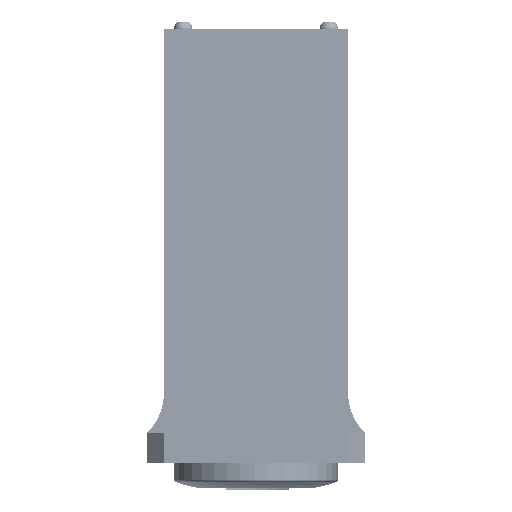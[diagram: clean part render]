
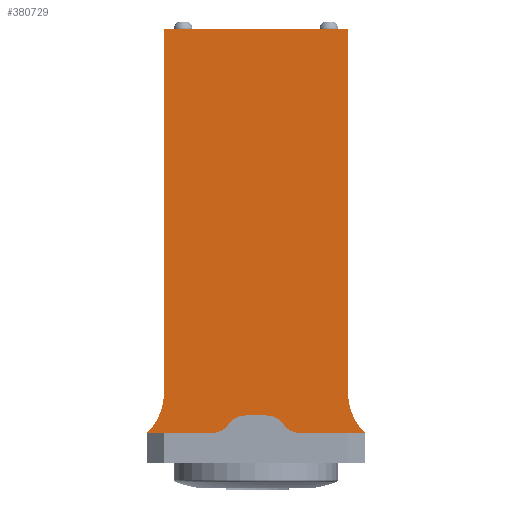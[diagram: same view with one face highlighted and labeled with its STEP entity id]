
A CAD part, front view. The second image highlights one B-rep face of the part: STEP entity #380729.
In plain terms, the highlighted planar face has unit normal (0, -1, 0).
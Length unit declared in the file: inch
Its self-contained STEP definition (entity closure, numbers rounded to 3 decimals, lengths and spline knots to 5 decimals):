
#1597 = CARTESIAN_POINT ( 'NONE',  ( -2.0642, -0.84727, 0.45361 ) ) ;
#4906 = EDGE_CURVE ( 'NONE', #245205, #306158, #232967, .T. ) ;
#4996 = AXIS2_PLACEMENT_3D ( 'NONE', #45315, #252518, #75078 ) ;
#5228 = CIRCLE ( 'NONE', #296957, 0.15 ) ;
#7479 = CARTESIAN_POINT ( 'NONE',  ( -1.9392, -0.84727, 0.16314 ) ) ;
#8187 = LINE ( 'NONE', #332308, #235243 ) ;
#9887 = DIRECTION ( 'NONE',  ( 0., -1., 0. ) ) ;
#11208 = DIRECTION ( 'NONE',  ( 1., 0., 0. ) ) ;
#17496 = ORIENTED_EDGE ( 'NONE', *, *, #354475, .F. ) ;
#23608 = CIRCLE ( 'NONE', #319191, 0.15 ) ;
#26641 = DIRECTION ( 'NONE',  ( -1., 0., 0. ) ) ;
#33247 = DIRECTION ( 'NONE',  ( 0., 1., 0. ) ) ;
#37085 = LINE ( 'NONE', #39162, #194658 ) ;
#37910 = VERTEX_POINT ( 'NONE', #220473 ) ;
#38544 = DIRECTION ( 'NONE',  ( -1., 0., 0. ) ) ;
#39162 = CARTESIAN_POINT ( 'NONE',  ( -3.4142, -0.84727, 0.16314 ) ) ;
#41531 = VERTEX_POINT ( 'NONE', #253568 ) ;
#42595 = CARTESIAN_POINT ( 'NONE',  ( -2.53872, -0.84727, 0.22714 ) ) ;
#43227 = DIRECTION ( 'NONE',  ( 0., 0., -1. ) ) ;
#43998 = ORIENTED_EDGE ( 'NONE', *, *, #101654, .T. ) ;
#45315 = CARTESIAN_POINT ( 'NONE',  ( -1.6642, -0.84727, 0.45361 ) ) ;
#45779 = VERTEX_POINT ( 'NONE', #155103 ) ;
#55106 = PLANE ( 'NONE',  #110232 ) ;
#61535 = CIRCLE ( 'NONE', #4996, 0.4 ) ;
#68244 = CARTESIAN_POINT ( 'NONE',  ( -2.0642, -0.84727, 0.16314 ) ) ;
#68991 = ORIENTED_EDGE ( 'NONE', *, *, #144699, .F. ) ;
#70614 = CARTESIAN_POINT ( 'NONE',  ( -2.41582, -0.84727, 0.16314 ) ) ;
#72325 = VERTEX_POINT ( 'NONE', #292717 ) ;
#75078 = DIRECTION ( 'NONE',  ( -1., 0., 0. ) ) ;
#75352 = ORIENTED_EDGE ( 'NONE', *, *, #4906, .T. ) ;
#81285 = DIRECTION ( 'NONE',  ( 0., 1., 0. ) ) ;
#96376 = ORIENTED_EDGE ( 'NONE', *, *, #234522, .F. ) ;
#101654 = EDGE_CURVE ( 'NONE', #306158, #267234, #344705, .T. ) ;
#102970 = FACE_OUTER_BOUND ( 'NONE', #196152, .T. ) ;
#110232 = AXIS2_PLACEMENT_3D ( 'NONE', #381219, #203938, #26641 ) ;
#118628 = CARTESIAN_POINT ( 'NONE',  ( -3.06257, -0.84727, 0.31314 ) ) ;
#119506 = CIRCLE ( 'NONE', #167406, 0.4 ) ;
#127995 = CARTESIAN_POINT ( 'NONE',  ( -2.93968, -0.84727, 0.22714 ) ) ;
#128930 = CARTESIAN_POINT ( 'NONE',  ( -3.8142, -0.84727, 0.45361 ) ) ;
#132745 = CARTESIAN_POINT ( 'NONE',  ( -2.81678, -0.84727, 0.29114 ) ) ;
#137476 = EDGE_CURVE ( 'NONE', #246658, #200281, #23608, .T. ) ;
#140128 = LINE ( 'NONE', #160987, #209609 ) ;
#144699 = EDGE_CURVE ( 'NONE', #333907, #200281, #8187, .T. ) ;
#146998 = EDGE_CURVE ( 'NONE', #333907, #245205, #273182, .T. ) ;
#148375 = DIRECTION ( 'NONE',  ( -1., 0., 0. ) ) ;
#155103 = CARTESIAN_POINT ( 'NONE',  ( -2.0642, -0.84727, 3.12614 ) ) ;
#158783 = DIRECTION ( 'NONE',  ( -1., 0., 0. ) ) ;
#160987 = CARTESIAN_POINT ( 'NONE',  ( -2.0642, -0.84727, 0.16314 ) ) ;
#165753 = VERTEX_POINT ( 'NONE', #226204 ) ;
#167406 = AXIS2_PLACEMENT_3D ( 'NONE', #128930, #336050, #158783 ) ;
#168548 = EDGE_CURVE ( 'NONE', #165753, #41531, #37085, .T. ) ;
#170693 = ORIENTED_EDGE ( 'NONE', *, *, #172494, .T. ) ;
#172494 = EDGE_CURVE ( 'NONE', #41531, #72325, #119506, .T. ) ;
#185431 = DIRECTION ( 'NONE',  ( 0., 0., -1. ) ) ;
#187189 = CARTESIAN_POINT ( 'NONE',  ( -2.41582, -0.84727, 0.31314 ) ) ;
#194658 = VECTOR ( 'NONE', #185431, 39.37008 ) ;
#196152 = EDGE_LOOP ( 'NONE', ( #68991, #314271, #75352, #43998, #308811, #96376, #17496, #230539, #170693, #364816, #347065, #265871 ) ) ;
#196643 = VECTOR ( 'NONE', #11208, 39.37008 ) ;
#200281 = VERTEX_POINT ( 'NONE', #132745 ) ;
#203938 = DIRECTION ( 'NONE',  ( 0., 1., 0. ) ) ;
#209609 = VECTOR ( 'NONE', #43227, 39.37008 ) ;
#210618 = CARTESIAN_POINT ( 'NONE',  ( -2.66161, -0.84727, 0.14114 ) ) ;
#210632 = CARTESIAN_POINT ( 'NONE',  ( -2.66161, -0.84727, 0.29114 ) ) ;
#216957 = DIRECTION ( 'NONE',  ( -1., 0., 0. ) ) ;
#220473 = CARTESIAN_POINT ( 'NONE',  ( -3.06257, -0.84727, 0.16314 ) ) ;
#226204 = CARTESIAN_POINT ( 'NONE',  ( -3.4142, -0.84727, 3.12614 ) ) ;
#230539 = ORIENTED_EDGE ( 'NONE', *, *, #168548, .T. ) ;
#232967 = CIRCLE ( 'NONE', #322713, 0.15 ) ;
#234522 = EDGE_CURVE ( 'NONE', #45779, #357912, #140128, .T. ) ;
#235243 = VECTOR ( 'NONE', #38544, 39.37008 ) ;
#240542 = DIRECTION ( 'NONE',  ( -1., 0., 0. ) ) ;
#245205 = VERTEX_POINT ( 'NONE', #42595 ) ;
#245739 = DIRECTION ( 'NONE',  ( 1., 0., 0. ) ) ;
#246658 = VERTEX_POINT ( 'NONE', #127995 ) ;
#246899 = CARTESIAN_POINT ( 'NONE',  ( -2.0642, -0.84727, 0.16314 ) ) ;
#247717 = AXIS2_PLACEMENT_3D ( 'NONE', #210618, #33247, #240542 ) ;
#252518 = DIRECTION ( 'NONE',  ( 0., 1., 0. ) ) ;
#253568 = CARTESIAN_POINT ( 'NONE',  ( -3.4142, -0.84727, 0.45361 ) ) ;
#258748 = CARTESIAN_POINT ( 'NONE',  ( -2.81678, -0.84727, 0.14114 ) ) ;
#261614 = VECTOR ( 'NONE', #315459, 39.37008 ) ;
#265871 = ORIENTED_EDGE ( 'NONE', *, *, #137476, .T. ) ;
#267234 = VERTEX_POINT ( 'NONE', #7479 ) ;
#273182 = CIRCLE ( 'NONE', #247717, 0.15 ) ;
#285801 = CARTESIAN_POINT ( 'NONE',  ( -3.4142, -0.84727, 3.12614 ) ) ;
#288529 = DIRECTION ( 'NONE',  ( -1., 0., 0. ) ) ;
#290553 = EDGE_CURVE ( 'NONE', #72325, #37910, #292650, .T. ) ;
#292650 = LINE ( 'NONE', #68244, #371283 ) ;
#292717 = CARTESIAN_POINT ( 'NONE',  ( -3.5392, -0.84727, 0.16314 ) ) ;
#296957 = AXIS2_PLACEMENT_3D ( 'NONE', #118628, #325716, #148375 ) ;
#302422 = EDGE_CURVE ( 'NONE', #267234, #357912, #61535, .T. ) ;
#306158 = VERTEX_POINT ( 'NONE', #70614 ) ;
#308811 = ORIENTED_EDGE ( 'NONE', *, *, #302422, .T. ) ;
#314271 = ORIENTED_EDGE ( 'NONE', *, *, #146998, .T. ) ;
#315459 = DIRECTION ( 'NONE',  ( 1., 0., 0. ) ) ;
#319191 = AXIS2_PLACEMENT_3D ( 'NONE', #258748, #81285, #288529 ) ;
#322713 = AXIS2_PLACEMENT_3D ( 'NONE', #187189, #9887, #216957 ) ;
#325716 = DIRECTION ( 'NONE',  ( 0., -1., 0. ) ) ;
#332308 = CARTESIAN_POINT ( 'NONE',  ( -2.9142, -0.84727, 0.29114 ) ) ;
#333907 = VERTEX_POINT ( 'NONE', #210632 ) ;
#336050 = DIRECTION ( 'NONE',  ( 0., 1., 0. ) ) ;
#344705 = LINE ( 'NONE', #246899, #196643 ) ;
#347065 = ORIENTED_EDGE ( 'NONE', *, *, #370976, .T. ) ;
#354475 = EDGE_CURVE ( 'NONE', #165753, #45779, #377394, .T. ) ;
#357912 = VERTEX_POINT ( 'NONE', #1597 ) ;
#364816 = ORIENTED_EDGE ( 'NONE', *, *, #290553, .T. ) ;
#370976 = EDGE_CURVE ( 'NONE', #37910, #246658, #5228, .T. ) ;
#371283 = VECTOR ( 'NONE', #245739, 39.37008 ) ;
#377394 = LINE ( 'NONE', #285801, #261614 ) ;
#380729 = ADVANCED_FACE ( 'NONE', ( #102970 ), #55106, .F. ) ;
#381219 = CARTESIAN_POINT ( 'NONE',  ( -2.0642, -0.84727, 0.16314 ) ) ;
